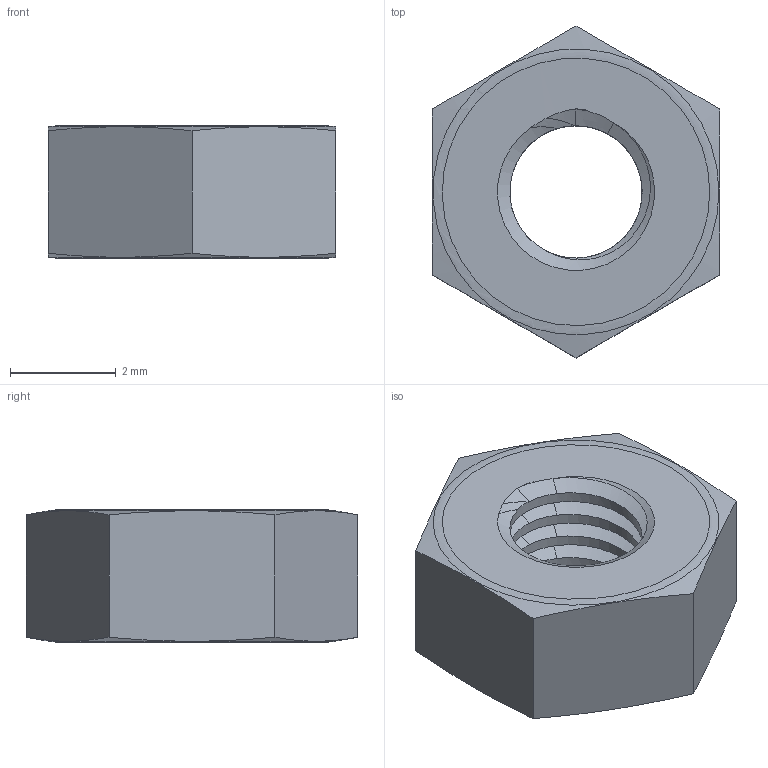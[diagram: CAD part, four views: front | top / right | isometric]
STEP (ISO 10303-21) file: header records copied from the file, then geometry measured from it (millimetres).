
FILE_DESCRIPTION(/* description */ (''),/* implementation_level */ '2;1');
FILE_NAME(/* name */ 'M3 Nut.step',/* time_stamp */ '2024-03-26T12:29:03+01:00',/* author */ (''),/* organization */ (''),/* preprocessor_version */ 'ST-DEVELOPER v20',/* originating_system */ 'Autodesk Translation Framework v12.20.1.177',/* authorisation */ '');
FILE_SCHEMA (('CONFIG_CONTROL_DESIGN','AUTOMOTIVE_DESIGN { 1 0 10303 214 3 1 1 }'));
Length unit declared in the file: millimetre
Products named in the file (1): M3 Nut
Bounding box: 5.43 x 6.27 x 2.5 mm (x, y, z)
Volume: 49.2 mm3; surface area: 122.6 mm2
Topology: 1 solids, 1 shells, 64 faces, 194 edges, 132 vertices
Faces by surface type: bspline 44, plane 8, cylinder 6, cone 4, torus 2
Full cylindrical faces by diameter (mm): 2.5 x4
Entity records: 5314 total; most frequent: CARTESIAN_POINT 3907, ORIENTED_EDGE 388, EDGE_CURVE 194, VERTEX_POINT 132, B_SPLINE_CURVE_WITH_KNOTS 125, DIRECTION 124, EDGE_LOOP 66, FACE_OUTER_BOUND 64
